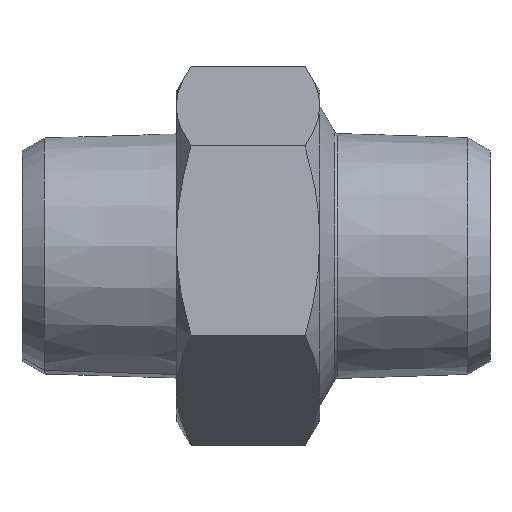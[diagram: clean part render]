
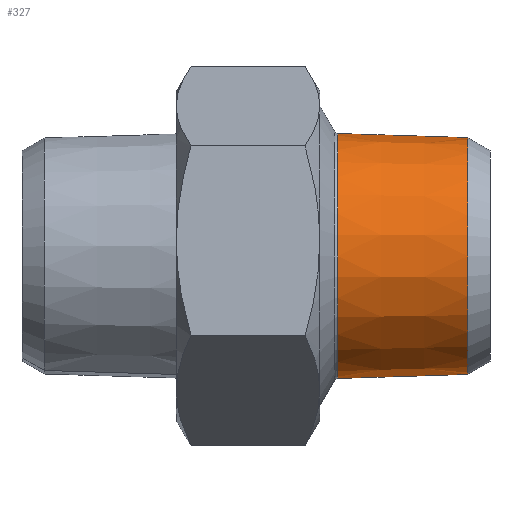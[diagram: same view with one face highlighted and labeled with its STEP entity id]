
A CAD part, left-side view. The second image highlights one B-rep face of the part: STEP entity #327.
In plain terms, the highlighted conical face has half-angle 1.79 degrees and reference radius 16.5 mm.
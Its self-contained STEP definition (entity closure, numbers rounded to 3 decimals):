
#78 = FACE_OUTER_BOUND ( 'NONE', #1307, .T. ) ;
#205 = VERTEX_POINT ( 'NONE', #928 ) ;
#310 = VERTEX_POINT ( 'NONE', #1402 ) ;
#327 = ADVANCED_FACE ( 'NONE', ( #78 ), #2769, .T. ) ;
#473 = ORIENTED_EDGE ( 'NONE', *, *, #2545, .F. ) ;
#577 = DIRECTION ( 'NONE',  ( 0., 1., -0.031 ) ) ;
#595 = CARTESIAN_POINT ( 'NONE',  ( 0., 3.118, -16.5 ) ) ;
#691 = VERTEX_POINT ( 'NONE', #2726 ) ;
#928 = CARTESIAN_POINT ( 'NONE',  ( 0., 3.118, 16.5 ) ) ;
#968 = DIRECTION ( 'NONE',  ( 0., 1., 0.031 ) ) ;
#1017 = CARTESIAN_POINT ( 'NONE',  ( 0., 3.118, 16.5 ) ) ;
#1133 = CIRCLE ( 'NONE', #2052, 16.5 ) ;
#1136 = DIRECTION ( 'NONE',  ( 0., 0., -1. ) ) ;
#1143 = DIRECTION ( 'NONE',  ( 0., -1., 0. ) ) ;
#1169 = LINE ( 'NONE', #1017, #2506 ) ;
#1190 = ORIENTED_EDGE ( 'NONE', *, *, #2310, .F. ) ;
#1307 = EDGE_LOOP ( 'NONE', ( #1190, #473, #2684, #2921 ) ) ;
#1337 = DIRECTION ( 'NONE',  ( 0., 0., -1. ) ) ;
#1340 = DIRECTION ( 'NONE',  ( 0., -1., 0. ) ) ;
#1348 = VERTEX_POINT ( 'NONE', #1526 ) ;
#1351 = CARTESIAN_POINT ( 'NONE',  ( 0., 21.222, 0. ) ) ;
#1402 = CARTESIAN_POINT ( 'NONE',  ( 0., 21.222, 17.066 ) ) ;
#1477 = DIRECTION ( 'NONE',  ( 0., 1., 0. ) ) ;
#1526 = CARTESIAN_POINT ( 'NONE',  ( 0., 3.118, -16.5 ) ) ;
#1555 = CARTESIAN_POINT ( 'NONE',  ( 0., 3.118, 0. ) ) ;
#1564 = DIRECTION ( 'NONE',  ( 0., 0., 1. ) ) ;
#2052 = AXIS2_PLACEMENT_3D ( 'NONE', #2124, #1143, #1136 ) ;
#2083 = EDGE_CURVE ( 'NONE', #310, #691, #3151, .T. ) ;
#2124 = CARTESIAN_POINT ( 'NONE',  ( 0., 3.118, 0. ) ) ;
#2143 = LINE ( 'NONE', #595, #2806 ) ;
#2161 = AXIS2_PLACEMENT_3D ( 'NONE', #1555, #1477, #1564 ) ;
#2195 = EDGE_CURVE ( 'NONE', #205, #310, #1169, .T. ) ;
#2310 = EDGE_CURVE ( 'NONE', #1348, #691, #2143, .T. ) ;
#2506 = VECTOR ( 'NONE', #968, 1000. ) ;
#2545 = EDGE_CURVE ( 'NONE', #205, #1348, #1133, .T. ) ;
#2684 = ORIENTED_EDGE ( 'NONE', *, *, #2195, .T. ) ;
#2726 = CARTESIAN_POINT ( 'NONE',  ( 0., 21.222, -17.066 ) ) ;
#2769 = CONICAL_SURFACE ( 'NONE', #2161, 16.5, 0.031 ) ;
#2806 = VECTOR ( 'NONE', #577, 1000. ) ;
#2856 = AXIS2_PLACEMENT_3D ( 'NONE', #1351, #1340, #1337 ) ;
#2921 = ORIENTED_EDGE ( 'NONE', *, *, #2083, .T. ) ;
#3151 = CIRCLE ( 'NONE', #2856, 17.066 ) ;
